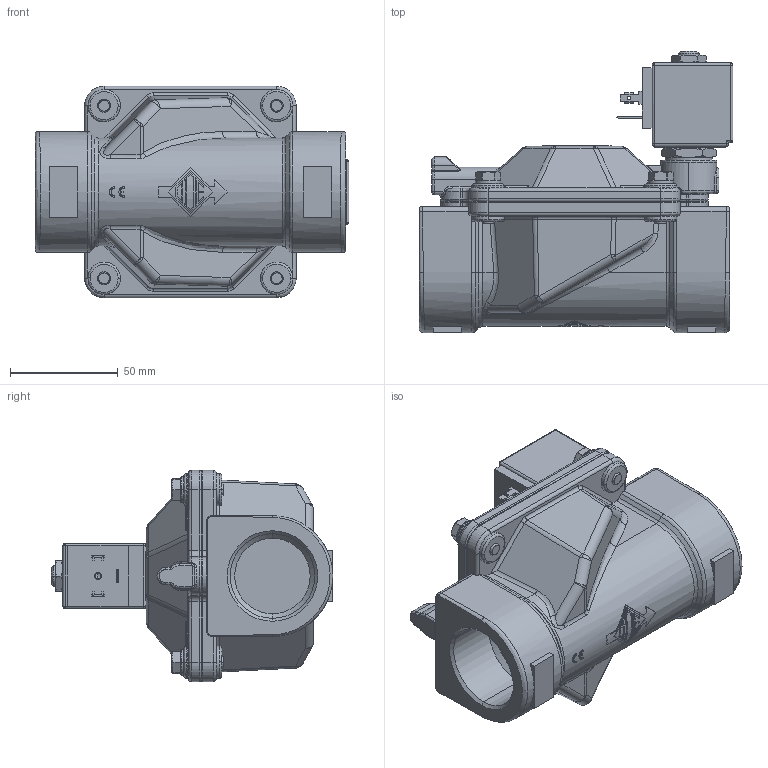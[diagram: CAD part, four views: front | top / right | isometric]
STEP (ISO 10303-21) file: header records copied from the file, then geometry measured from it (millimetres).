
FILE_DESCRIPTION (( 'STEP AP203' ), '1' );
FILE_NAME ('21WN7K1V350-T3-B.step', '2020-04-28T18:19:43', ( '' ), ( '' ), 'SwSTEP 2.0', 'SolidWorks 2019', '' );
FILE_SCHEMA (( 'CONFIG_CONTROL_DESIGN' ));
Length unit declared in the file: inch
Products named in the file (1): 21WN7K1V350-T3-B
Bounding box: 145.5 x 130.55 x 98 mm (x, y, z)
Volume: 612479 mm3; surface area: 101611.6 mm2
Topology: 14 solids, 19 shells, 1351 faces, 3277 edges, 1968 vertices
Faces by surface type: cylinder 435, plane 400, bspline 396, cone 93, torus 27
Entity records: 55658 total; most frequent: CARTESIAN_POINT 27655, ORIENTED_EDGE 6480, DIRECTION 5005, EDGE_CURVE 3240, VERTEX_POINT 1968, AXIS2_PLACEMENT_3D 1911, EDGE_LOOP 1430, FACE_OUTER_BOUND 1351
